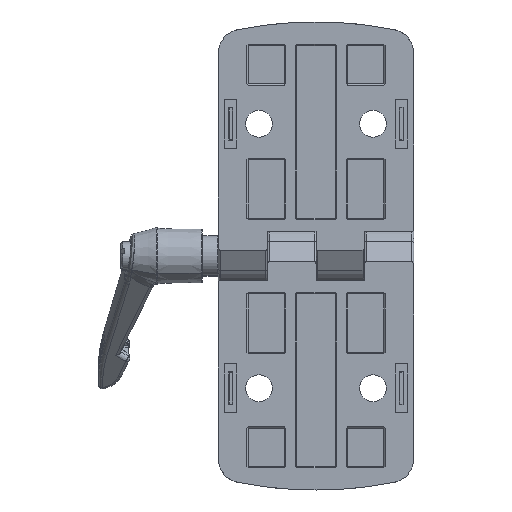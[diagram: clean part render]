
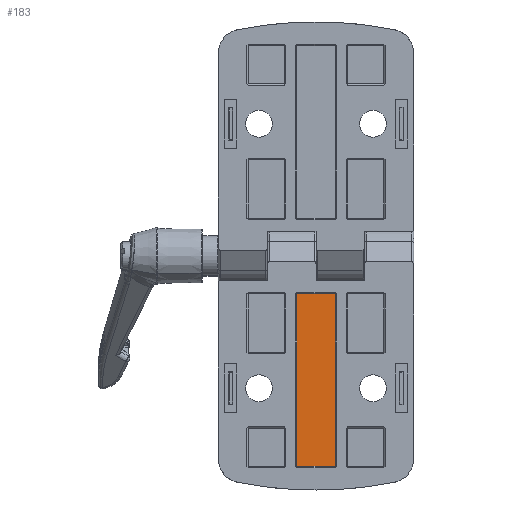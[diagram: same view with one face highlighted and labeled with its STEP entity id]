
A CAD part, front view. The second image highlights one B-rep face of the part: STEP entity #183.
In plain terms, the highlighted planar face has unit normal (0, -1, 0).
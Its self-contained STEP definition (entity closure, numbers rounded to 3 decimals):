
#44 = CARTESIAN_POINT ( 'NONE',  ( 4.7, 3., -9.3 ) ) ;
#183 = ADVANCED_FACE ( 'NONE', ( #11726 ), #9226, .T. ) ;
#841 = VECTOR ( 'NONE', #13461, 1000. ) ;
#1002 = EDGE_CURVE ( 'NONE', #13651, #17961, #8096, .T. ) ;
#1955 = ORIENTED_EDGE ( 'NONE', *, *, #3994, .T. ) ;
#1980 = CARTESIAN_POINT ( 'NONE',  ( 5., 3., -51.7 ) ) ;
#2043 = CARTESIAN_POINT ( 'NONE',  ( -4.7, 3., -9. ) ) ;
#2458 = VECTOR ( 'NONE', #13918, 1000. ) ;
#2891 = LINE ( 'NONE', #2043, #22549 ) ;
#3689 = VERTEX_POINT ( 'NONE', #14444 ) ;
#3994 = EDGE_CURVE ( 'NONE', #5451, #3689, #6491, .T. ) ;
#5451 = VERTEX_POINT ( 'NONE', #20089 ) ;
#6491 = LINE ( 'NONE', #1980, #841 ) ;
#6683 = CARTESIAN_POINT ( 'NONE',  ( 4.7, 3., -9. ) ) ;
#7235 = CARTESIAN_POINT ( 'NONE',  ( 5., 3., -9. ) ) ;
#8096 = LINE ( 'NONE', #15821, #2458 ) ;
#8605 = DIRECTION ( 'NONE',  ( 0., 0., 1. ) ) ;
#9199 = VECTOR ( 'NONE', #8605, 1000. ) ;
#9226 = PLANE ( 'NONE',  #21172 ) ;
#11165 = DIRECTION ( 'NONE',  ( 0., 0., -1. ) ) ;
#11200 = ORIENTED_EDGE ( 'NONE', *, *, #16581, .T. ) ;
#11726 = FACE_OUTER_BOUND ( 'NONE', #19367, .T. ) ;
#13461 = DIRECTION ( 'NONE',  ( 1., 0., 0. ) ) ;
#13651 = VERTEX_POINT ( 'NONE', #44 ) ;
#13918 = DIRECTION ( 'NONE',  ( -1., 0., 0. ) ) ;
#14261 = LINE ( 'NONE', #6683, #9199 ) ;
#14444 = CARTESIAN_POINT ( 'NONE',  ( 4.7, 3., -51.7 ) ) ;
#14852 = EDGE_CURVE ( 'NONE', #3689, #13651, #14261, .T. ) ;
#15556 = ORIENTED_EDGE ( 'NONE', *, *, #14852, .T. ) ;
#15821 = CARTESIAN_POINT ( 'NONE',  ( 5., 3., -9.3 ) ) ;
#16581 = EDGE_CURVE ( 'NONE', #17961, #5451, #2891, .T. ) ;
#17257 = DIRECTION ( 'NONE',  ( 0., 0., -1. ) ) ;
#17961 = VERTEX_POINT ( 'NONE', #23769 ) ;
#19367 = EDGE_LOOP ( 'NONE', ( #11200, #1955, #15556, #19672 ) ) ;
#19672 = ORIENTED_EDGE ( 'NONE', *, *, #1002, .T. ) ;
#20089 = CARTESIAN_POINT ( 'NONE',  ( -4.7, 3., -51.7 ) ) ;
#21172 = AXIS2_PLACEMENT_3D ( 'NONE', #7235, #22566, #11165 ) ;
#22549 = VECTOR ( 'NONE', #17257, 1000. ) ;
#22566 = DIRECTION ( 'NONE',  ( 0., -1., 0. ) ) ;
#23769 = CARTESIAN_POINT ( 'NONE',  ( -4.7, 3., -9.3 ) ) ;
